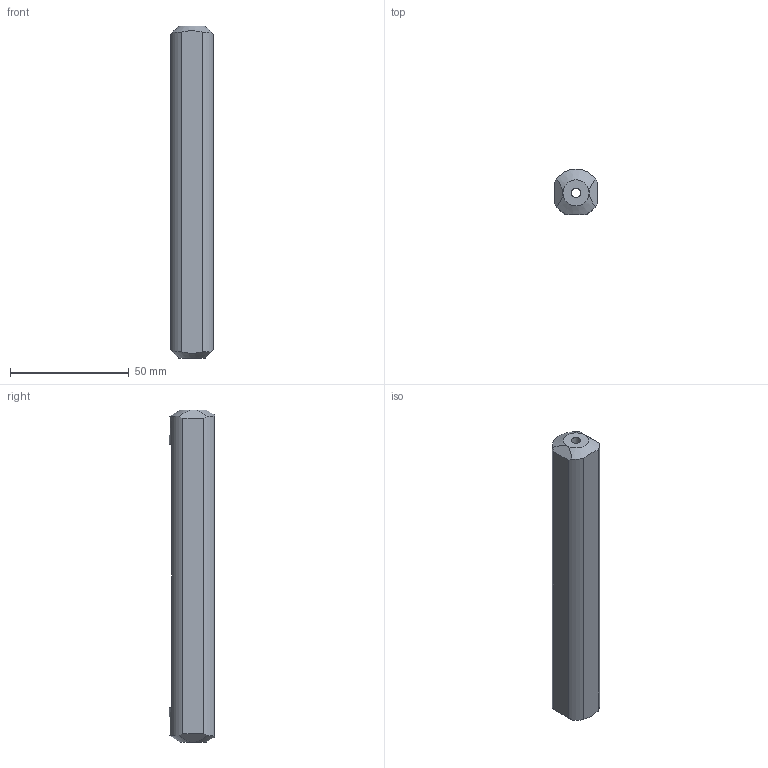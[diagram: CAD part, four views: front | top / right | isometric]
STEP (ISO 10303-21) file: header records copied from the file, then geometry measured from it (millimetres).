
FILE_DESCRIPTION(/* description */ (''),/* implementation_level */ '2;1');
FILE_NAME(/* name */ '1643614821215.stp',/* time_stamp */ '2022-01-31T13:10:39+06:00',/* author */ (''),/* organization */ ('SMS'),/* preprocessor_version */ 'ST-DEVELOPER v16.7',/* originating_system */ 'SIEMENS PLM Software NX 12.0',/* authorisation */ '');
FILE_SCHEMA (('AUTOMOTIVE_DESIGN { 1 0 10303 214 3 1 1 1 }'));
Length unit declared in the file: millimetre
Products named in the file (1): 203954106mod000_00
Bounding box: 18 x 19 x 140 mm (x, y, z)
Volume: 38022.2 mm3; surface area: 10891.9 mm2
Topology: 1 solids, 1 shells, 23 faces, 58 edges, 43 vertices
Faces by surface type: plane 12, cone 6, cylinder 5
Full cylindrical faces by diameter (mm): 4 x1, 6 x1
Entity records: 893 total; most frequent: CARTESIAN_POINT 226, ORIENTED_EDGE 128, DIRECTION 120, EDGE_CURVE 64, VERTEX_POINT 48, AXIS2_PLACEMENT_3D 47, EDGE_LOOP 30, LINE 26
